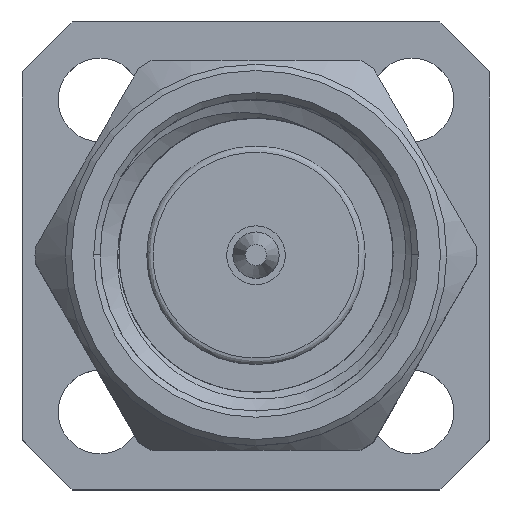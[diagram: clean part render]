
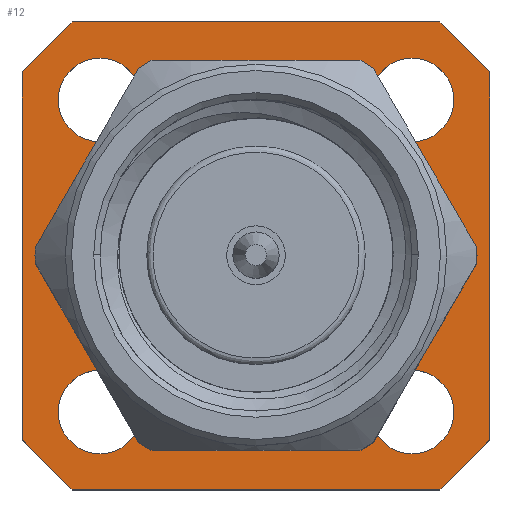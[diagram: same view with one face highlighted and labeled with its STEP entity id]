
A CAD part, top view. The second image highlights one B-rep face of the part: STEP entity #12.
In plain terms, the highlighted planar face has unit normal (0, 0, 1).
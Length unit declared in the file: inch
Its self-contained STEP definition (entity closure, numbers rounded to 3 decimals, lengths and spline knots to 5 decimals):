
#11 = FACE_BOUND ( 'NONE', #2449, .T. ) ;
#12 = ADVANCED_FACE ( 'NONE', ( #2679, #11, #1509, #1199, #3587, #3568 ), #3838, .F. ) ;
#159 = DIRECTION ( 'NONE',  ( 0., 0., 1. ) ) ;
#161 = CARTESIAN_POINT ( 'NONE',  ( -0.1474, -0.1874, 0. ) ) ;
#186 = VECTOR ( 'NONE', #1060, 39.37008 ) ;
#197 = CARTESIAN_POINT ( 'NONE',  ( -0.1874, -0.1474, 0. ) ) ;
#212 = DIRECTION ( 'NONE',  ( 0., 0., 1. ) ) ;
#216 = CARTESIAN_POINT ( 'NONE',  ( 0.125, -0.125, 0. ) ) ;
#304 = CARTESIAN_POINT ( 'NONE',  ( 0.1097, 0., 0. ) ) ;
#317 = VERTEX_POINT ( 'NONE', #2711 ) ;
#322 = CIRCLE ( 'NONE', #2564, 0.03346 ) ;
#350 = LINE ( 'NONE', #894, #2621 ) ;
#366 = EDGE_CURVE ( 'NONE', #2722, #2722, #1107, .T. ) ;
#389 = CARTESIAN_POINT ( 'NONE',  ( -0.1874, 0.1474, 0. ) ) ;
#415 = CARTESIAN_POINT ( 'NONE',  ( -0.1874, -0.1474, 0. ) ) ;
#418 = LINE ( 'NONE', #701, #1371 ) ;
#428 = CARTESIAN_POINT ( 'NONE',  ( 0., 0., 0. ) ) ;
#551 = AXIS2_PLACEMENT_3D ( 'NONE', #428, #792, #1146 ) ;
#582 = ORIENTED_EDGE ( 'NONE', *, *, #3395, .T. ) ;
#641 = ORIENTED_EDGE ( 'NONE', *, *, #1857, .F. ) ;
#644 = LINE ( 'NONE', #3570, #2689 ) ;
#676 = CIRCLE ( 'NONE', #1926, 0.03346 ) ;
#701 = CARTESIAN_POINT ( 'NONE',  ( 0.1874, 0.1474, 0. ) ) ;
#704 = ORIENTED_EDGE ( 'NONE', *, *, #2875, .T. ) ;
#772 = DIRECTION ( 'NONE',  ( 1., 0., 0. ) ) ;
#792 = DIRECTION ( 'NONE',  ( 0., 0., 1. ) ) ;
#855 = ORIENTED_EDGE ( 'NONE', *, *, #366, .F. ) ;
#894 = CARTESIAN_POINT ( 'NONE',  ( 0.1874, -0.1874, 0. ) ) ;
#904 = CARTESIAN_POINT ( 'NONE',  ( 0., 0., 0. ) ) ;
#943 = VECTOR ( 'NONE', #2207, 39.37008 ) ;
#950 = EDGE_LOOP ( 'NONE', ( #582, #2172, #704, #1046, #3029, #2955, #3309, #3000 ) ) ;
#962 = LINE ( 'NONE', #2134, #2556 ) ;
#966 = EDGE_CURVE ( 'NONE', #1852, #1852, #1796, .T. ) ;
#1046 = ORIENTED_EDGE ( 'NONE', *, *, #1744, .T. ) ;
#1060 = DIRECTION ( 'NONE',  ( 0.707, -0.707, 0. ) ) ;
#1084 = VERTEX_POINT ( 'NONE', #3195 ) ;
#1107 = CIRCLE ( 'NONE', #1415, 0.03346 ) ;
#1146 = DIRECTION ( 'NONE',  ( 1., 0., 0. ) ) ;
#1199 = FACE_BOUND ( 'NONE', #3720, .T. ) ;
#1214 = DIRECTION ( 'NONE',  ( 0.707, 0.707, 0. ) ) ;
#1277 = VERTEX_POINT ( 'NONE', #389 ) ;
#1286 = DIRECTION ( 'NONE',  ( 0., 0., 1. ) ) ;
#1349 = AXIS2_PLACEMENT_3D ( 'NONE', #904, #2114, #2094 ) ;
#1371 = VECTOR ( 'NONE', #2856, 39.37008 ) ;
#1415 = AXIS2_PLACEMENT_3D ( 'NONE', #3096, #1286, #3354 ) ;
#1456 = DIRECTION ( 'NONE',  ( 0., 1., 0. ) ) ;
#1509 = FACE_BOUND ( 'NONE', #2969, .T. ) ;
#1575 = LINE ( 'NONE', #3119, #943 ) ;
#1724 = CARTESIAN_POINT ( 'NONE',  ( -0.1874, 0.1874, 0. ) ) ;
#1744 = EDGE_CURVE ( 'NONE', #2478, #1952, #1967, .T. ) ;
#1776 = VERTEX_POINT ( 'NONE', #2386 ) ;
#1781 = CARTESIAN_POINT ( 'NONE',  ( 0.1874, -0.1474, 0. ) ) ;
#1796 = CIRCLE ( 'NONE', #551, 0.1097 ) ;
#1800 = VERTEX_POINT ( 'NONE', #3699 ) ;
#1833 = EDGE_LOOP ( 'NONE', ( #3583 ) ) ;
#1852 = VERTEX_POINT ( 'NONE', #304 ) ;
#1857 = EDGE_CURVE ( 'NONE', #1776, #1776, #676, .T. ) ;
#1877 = VERTEX_POINT ( 'NONE', #3131 ) ;
#1895 = CARTESIAN_POINT ( 'NONE',  ( -0.09154, 0.125, 0. ) ) ;
#1917 = VERTEX_POINT ( 'NONE', #1781 ) ;
#1926 = AXIS2_PLACEMENT_3D ( 'NONE', #216, #159, #2540 ) ;
#1952 = VERTEX_POINT ( 'NONE', #161 ) ;
#1954 = VERTEX_POINT ( 'NONE', #1895 ) ;
#1967 = LINE ( 'NONE', #197, #186 ) ;
#2052 = EDGE_CURVE ( 'NONE', #1084, #2738, #418, .T. ) ;
#2094 = DIRECTION ( 'NONE',  ( 0., -1., 0. ) ) ;
#2114 = DIRECTION ( 'NONE',  ( 0., 0., -1. ) ) ;
#2134 = CARTESIAN_POINT ( 'NONE',  ( -0.1874, -0.1874, 0. ) ) ;
#2146 = CARTESIAN_POINT ( 'NONE',  ( 0.1474, 0.1874, 0. ) ) ;
#2155 = DIRECTION ( 'NONE',  ( -0.707, -0.707, 0. ) ) ;
#2172 = ORIENTED_EDGE ( 'NONE', *, *, #3828, .T. ) ;
#2207 = DIRECTION ( 'NONE',  ( 0., -1., 0. ) ) ;
#2209 = ORIENTED_EDGE ( 'NONE', *, *, #3480, .F. ) ;
#2246 = ORIENTED_EDGE ( 'NONE', *, *, #2970, .F. ) ;
#2276 = EDGE_CURVE ( 'NONE', #1952, #317, #962, .T. ) ;
#2318 = DIRECTION ( 'NONE',  ( -1., 0., 0. ) ) ;
#2339 = EDGE_CURVE ( 'NONE', #317, #1917, #2361, .T. ) ;
#2351 = DIRECTION ( 'NONE',  ( 0., 0., 1. ) ) ;
#2361 = LINE ( 'NONE', #3301, #2617 ) ;
#2386 = CARTESIAN_POINT ( 'NONE',  ( 0.15846, -0.125, 0. ) ) ;
#2444 = AXIS2_PLACEMENT_3D ( 'NONE', #2645, #2351, #3824 ) ;
#2449 = EDGE_LOOP ( 'NONE', ( #2209 ) ) ;
#2478 = VERTEX_POINT ( 'NONE', #415 ) ;
#2540 = DIRECTION ( 'NONE',  ( 1., 0., 0. ) ) ;
#2556 = VECTOR ( 'NONE', #2971, 39.37008 ) ;
#2564 = AXIS2_PLACEMENT_3D ( 'NONE', #2629, #212, #772 ) ;
#2617 = VECTOR ( 'NONE', #1214, 39.37008 ) ;
#2621 = VECTOR ( 'NONE', #1456, 39.37008 ) ;
#2629 = CARTESIAN_POINT ( 'NONE',  ( 0.125, 0.125, 0. ) ) ;
#2645 = CARTESIAN_POINT ( 'NONE',  ( -0.125, 0.125, 0. ) ) ;
#2679 = FACE_BOUND ( 'NONE', #1833, .T. ) ;
#2689 = VECTOR ( 'NONE', #2155, 39.37008 ) ;
#2692 = CIRCLE ( 'NONE', #2444, 0.03346 ) ;
#2711 = CARTESIAN_POINT ( 'NONE',  ( 0.1474, -0.1874, 0. ) ) ;
#2722 = VERTEX_POINT ( 'NONE', #2741 ) ;
#2738 = VERTEX_POINT ( 'NONE', #2146 ) ;
#2741 = CARTESIAN_POINT ( 'NONE',  ( -0.09154, -0.125, 0. ) ) ;
#2856 = DIRECTION ( 'NONE',  ( -0.707, 0.707, 0. ) ) ;
#2875 = EDGE_CURVE ( 'NONE', #1277, #2478, #1575, .T. ) ;
#2955 = ORIENTED_EDGE ( 'NONE', *, *, #2339, .T. ) ;
#2969 = EDGE_LOOP ( 'NONE', ( #2246 ) ) ;
#2970 = EDGE_CURVE ( 'NONE', #1877, #1877, #322, .T. ) ;
#2971 = DIRECTION ( 'NONE',  ( 1., 0., 0. ) ) ;
#3000 = ORIENTED_EDGE ( 'NONE', *, *, #2052, .T. ) ;
#3029 = ORIENTED_EDGE ( 'NONE', *, *, #2276, .T. ) ;
#3096 = CARTESIAN_POINT ( 'NONE',  ( -0.125, -0.125, 0. ) ) ;
#3103 = EDGE_CURVE ( 'NONE', #1917, #1084, #350, .T. ) ;
#3119 = CARTESIAN_POINT ( 'NONE',  ( -0.1874, -0.1874, 0. ) ) ;
#3131 = CARTESIAN_POINT ( 'NONE',  ( 0.15846, 0.125, 0. ) ) ;
#3195 = CARTESIAN_POINT ( 'NONE',  ( 0.1874, 0.1474, 0. ) ) ;
#3301 = CARTESIAN_POINT ( 'NONE',  ( 0.1474, -0.1874, 0. ) ) ;
#3309 = ORIENTED_EDGE ( 'NONE', *, *, #3103, .T. ) ;
#3354 = DIRECTION ( 'NONE',  ( 1., 0., 0. ) ) ;
#3395 = EDGE_CURVE ( 'NONE', #2738, #1800, #3807, .T. ) ;
#3480 = EDGE_CURVE ( 'NONE', #1954, #1954, #2692, .T. ) ;
#3568 = FACE_OUTER_BOUND ( 'NONE', #950, .T. ) ;
#3570 = CARTESIAN_POINT ( 'NONE',  ( -0.1474, 0.1874, 0. ) ) ;
#3583 = ORIENTED_EDGE ( 'NONE', *, *, #966, .F. ) ;
#3587 = FACE_BOUND ( 'NONE', #3700, .T. ) ;
#3672 = VECTOR ( 'NONE', #2318, 39.37008 ) ;
#3699 = CARTESIAN_POINT ( 'NONE',  ( -0.1474, 0.1874, 0. ) ) ;
#3700 = EDGE_LOOP ( 'NONE', ( #855 ) ) ;
#3720 = EDGE_LOOP ( 'NONE', ( #641 ) ) ;
#3807 = LINE ( 'NONE', #1724, #3672 ) ;
#3824 = DIRECTION ( 'NONE',  ( 1., 0., 0. ) ) ;
#3828 = EDGE_CURVE ( 'NONE', #1800, #1277, #644, .T. ) ;
#3838 = PLANE ( 'NONE',  #1349 ) ;
